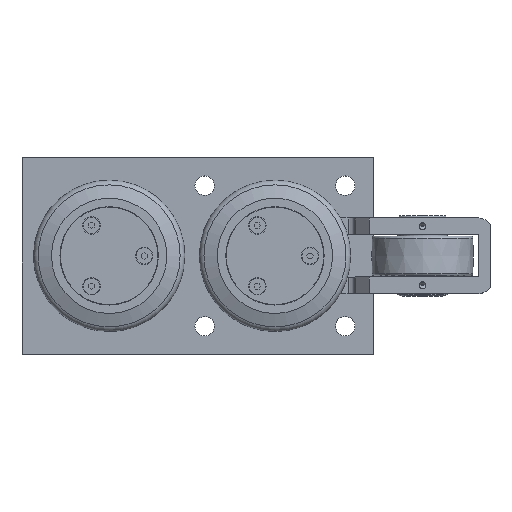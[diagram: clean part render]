
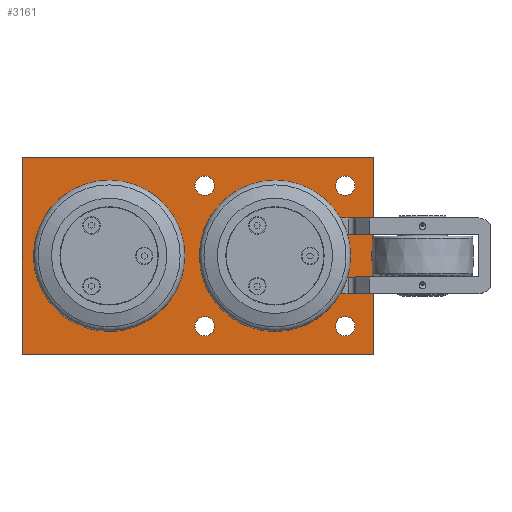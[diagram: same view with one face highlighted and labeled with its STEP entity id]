
A CAD part, top view. The second image highlights one B-rep face of the part: STEP entity #3161.
In plain terms, the highlighted planar face has unit normal (0, 0, 1).
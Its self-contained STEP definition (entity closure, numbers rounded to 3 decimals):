
#156=LINE('',#5121,#420);
#157=LINE('',#5123,#421);
#158=LINE('',#5125,#422);
#159=LINE('',#5126,#423);
#160=LINE('',#5145,#424);
#161=LINE('',#5147,#425);
#162=LINE('',#5149,#426);
#163=LINE('',#5150,#427);
#164=LINE('',#5153,#428);
#165=LINE('',#5155,#429);
#166=LINE('',#5157,#430);
#167=LINE('',#5158,#431);
#420=VECTOR('',#4118,10.);
#421=VECTOR('',#4119,10.);
#422=VECTOR('',#4120,10.);
#423=VECTOR('',#4121,10.);
#424=VECTOR('',#4138,10.);
#425=VECTOR('',#4139,10.);
#426=VECTOR('',#4140,10.);
#427=VECTOR('',#4141,10.);
#428=VECTOR('',#4142,10.);
#429=VECTOR('',#4143,10.);
#430=VECTOR('',#4144,10.);
#431=VECTOR('',#4145,10.);
#634=FACE_BOUND('',#1065,.T.);
#635=FACE_BOUND('',#1066,.T.);
#636=FACE_BOUND('',#1067,.T.);
#637=FACE_BOUND('',#1068,.T.);
#638=FACE_BOUND('',#1069,.T.);
#639=FACE_BOUND('',#1070,.T.);
#640=FACE_BOUND('',#1071,.T.);
#641=FACE_BOUND('',#1072,.T.);
#719=PLANE('',#3460);
#870=FACE_OUTER_BOUND('',#1064,.T.);
#1064=EDGE_LOOP('',(#2568,#2569,#2570,#2571));
#1065=EDGE_LOOP('',(#2572));
#1066=EDGE_LOOP('',(#2573,#2574));
#1067=EDGE_LOOP('',(#2575,#2576));
#1068=EDGE_LOOP('',(#2577,#2578));
#1069=EDGE_LOOP('',(#2579,#2580));
#1070=EDGE_LOOP('',(#2581,#2582,#2583,#2584));
#1071=EDGE_LOOP('',(#2585,#2586,#2587,#2588));
#1072=EDGE_LOOP('',(#2589));
#1282=CIRCLE('',#3451,34.);
#1287=CIRCLE('',#3459,35.);
#1288=CIRCLE('',#3461,6.918);
#1289=CIRCLE('',#3462,6.918);
#1290=CIRCLE('',#3463,6.918);
#1291=CIRCLE('',#3464,6.918);
#1292=CIRCLE('',#3465,6.918);
#1293=CIRCLE('',#3466,6.918);
#1294=CIRCLE('',#3467,6.918);
#1295=CIRCLE('',#3468,6.918);
#1511=VERTEX_POINT('',#5099);
#1516=VERTEX_POINT('',#5115);
#1517=VERTEX_POINT('',#5119);
#1518=VERTEX_POINT('',#5120);
#1519=VERTEX_POINT('',#5122);
#1520=VERTEX_POINT('',#5124);
#1521=VERTEX_POINT('',#5127);
#1522=VERTEX_POINT('',#5128);
#1523=VERTEX_POINT('',#5131);
#1524=VERTEX_POINT('',#5132);
#1525=VERTEX_POINT('',#5135);
#1526=VERTEX_POINT('',#5136);
#1527=VERTEX_POINT('',#5139);
#1528=VERTEX_POINT('',#5140);
#1529=VERTEX_POINT('',#5143);
#1530=VERTEX_POINT('',#5144);
#1531=VERTEX_POINT('',#5146);
#1532=VERTEX_POINT('',#5148);
#1533=VERTEX_POINT('',#5151);
#1534=VERTEX_POINT('',#5152);
#1535=VERTEX_POINT('',#5154);
#1536=VERTEX_POINT('',#5156);
#1893=EDGE_CURVE('',#1511,#1511,#1282,.T.);
#1901=EDGE_CURVE('',#1516,#1516,#1287,.T.);
#1902=EDGE_CURVE('',#1517,#1518,#156,.T.);
#1903=EDGE_CURVE('',#1519,#1517,#157,.T.);
#1904=EDGE_CURVE('',#1520,#1519,#158,.T.);
#1905=EDGE_CURVE('',#1518,#1520,#159,.T.);
#1906=EDGE_CURVE('',#1521,#1522,#1288,.T.);
#1907=EDGE_CURVE('',#1522,#1521,#1289,.T.);
#1908=EDGE_CURVE('',#1523,#1524,#1290,.T.);
#1909=EDGE_CURVE('',#1524,#1523,#1291,.T.);
#1910=EDGE_CURVE('',#1525,#1526,#1292,.T.);
#1911=EDGE_CURVE('',#1526,#1525,#1293,.T.);
#1912=EDGE_CURVE('',#1527,#1528,#1294,.T.);
#1913=EDGE_CURVE('',#1528,#1527,#1295,.T.);
#1914=EDGE_CURVE('',#1529,#1530,#160,.T.);
#1915=EDGE_CURVE('',#1530,#1531,#161,.T.);
#1916=EDGE_CURVE('',#1531,#1532,#162,.T.);
#1917=EDGE_CURVE('',#1529,#1532,#163,.T.);
#1918=EDGE_CURVE('',#1533,#1534,#164,.T.);
#1919=EDGE_CURVE('',#1534,#1535,#165,.T.);
#1920=EDGE_CURVE('',#1535,#1536,#166,.T.);
#1921=EDGE_CURVE('',#1533,#1536,#167,.T.);
#2568=ORIENTED_EDGE('',*,*,#1902,.F.);
#2569=ORIENTED_EDGE('',*,*,#1903,.F.);
#2570=ORIENTED_EDGE('',*,*,#1904,.F.);
#2571=ORIENTED_EDGE('',*,*,#1905,.F.);
#2572=ORIENTED_EDGE('',*,*,#1893,.T.);
#2573=ORIENTED_EDGE('',*,*,#1906,.T.);
#2574=ORIENTED_EDGE('',*,*,#1907,.T.);
#2575=ORIENTED_EDGE('',*,*,#1908,.T.);
#2576=ORIENTED_EDGE('',*,*,#1909,.T.);
#2577=ORIENTED_EDGE('',*,*,#1910,.T.);
#2578=ORIENTED_EDGE('',*,*,#1911,.T.);
#2579=ORIENTED_EDGE('',*,*,#1912,.T.);
#2580=ORIENTED_EDGE('',*,*,#1913,.T.);
#2581=ORIENTED_EDGE('',*,*,#1914,.T.);
#2582=ORIENTED_EDGE('',*,*,#1915,.T.);
#2583=ORIENTED_EDGE('',*,*,#1916,.T.);
#2584=ORIENTED_EDGE('',*,*,#1917,.F.);
#2585=ORIENTED_EDGE('',*,*,#1918,.T.);
#2586=ORIENTED_EDGE('',*,*,#1919,.T.);
#2587=ORIENTED_EDGE('',*,*,#1920,.T.);
#2588=ORIENTED_EDGE('',*,*,#1921,.F.);
#2589=ORIENTED_EDGE('',*,*,#1901,.T.);
#3161=ADVANCED_FACE('',(#870,#634,#635,#636,#637,#638,#639,#640,#641),#719,
 .T.);
#3451=AXIS2_PLACEMENT_3D('',#5101,#4095,#4096);
#3459=AXIS2_PLACEMENT_3D('',#5117,#4114,#4115);
#3460=AXIS2_PLACEMENT_3D('',#5118,#4116,#4117);
#3461=AXIS2_PLACEMENT_3D('',#5129,#4122,#4123);
#3462=AXIS2_PLACEMENT_3D('',#5130,#4124,#4125);
#3463=AXIS2_PLACEMENT_3D('',#5133,#4126,#4127);
#3464=AXIS2_PLACEMENT_3D('',#5134,#4128,#4129);
#3465=AXIS2_PLACEMENT_3D('',#5137,#4130,#4131);
#3466=AXIS2_PLACEMENT_3D('',#5138,#4132,#4133);
#3467=AXIS2_PLACEMENT_3D('',#5141,#4134,#4135);
#3468=AXIS2_PLACEMENT_3D('',#5142,#4136,#4137);
#4095=DIRECTION('center_axis',(0.,0.,-1.));
#4096=DIRECTION('ref_axis',(0.,-1.,0.));
#4114=DIRECTION('center_axis',(0.,0.,-1.));
#4115=DIRECTION('ref_axis',(0.,-1.,0.));
#4116=DIRECTION('center_axis',(0.,0.,1.));
#4117=DIRECTION('ref_axis',(1.,0.,0.));
#4118=DIRECTION('',(0.,1.,0.));
#4119=DIRECTION('',(-1.,0.,0.));
#4120=DIRECTION('',(0.,-1.,0.));
#4121=DIRECTION('',(1.,0.,0.));
#4122=DIRECTION('center_axis',(0.,0.,-1.));
#4123=DIRECTION('ref_axis',(1.,0.,0.));
#4124=DIRECTION('center_axis',(0.,0.,-1.));
#4125=DIRECTION('ref_axis',(1.,0.,0.));
#4126=DIRECTION('center_axis',(0.,0.,-1.));
#4127=DIRECTION('ref_axis',(1.,0.,0.));
#4128=DIRECTION('center_axis',(0.,0.,-1.));
#4129=DIRECTION('ref_axis',(1.,0.,0.));
#4130=DIRECTION('center_axis',(0.,0.,-1.));
#4131=DIRECTION('ref_axis',(1.,0.,0.));
#4132=DIRECTION('center_axis',(0.,0.,-1.));
#4133=DIRECTION('ref_axis',(1.,0.,0.));
#4134=DIRECTION('center_axis',(0.,0.,-1.));
#4135=DIRECTION('ref_axis',(1.,0.,0.));
#4136=DIRECTION('center_axis',(0.,0.,-1.));
#4137=DIRECTION('ref_axis',(1.,0.,0.));
#4138=DIRECTION('',(1.,0.,0.));
#4139=DIRECTION('',(0.,-1.,0.));
#4140=DIRECTION('',(-1.,0.,0.));
#4141=DIRECTION('',(0.,-1.,0.));
#4142=DIRECTION('',(1.,0.,0.));
#4143=DIRECTION('',(0.,-1.,0.));
#4144=DIRECTION('',(-1.,0.,0.));
#4145=DIRECTION('',(0.,-1.,0.));
#5099=CARTESIAN_POINT('',(-104.66,38.153,-15.));
#5101=CARTESIAN_POINT('Origin',(-104.66,4.153,-15.));
#5115=CARTESIAN_POINT('',(13.34,39.153,-15.));
#5117=CARTESIAN_POINT('Origin',(13.34,4.153,-15.));
#5118=CARTESIAN_POINT('Origin',(-41.66,4.153,-15.));
#5119=CARTESIAN_POINT('',(-166.66,-65.847,-15.));
#5120=CARTESIAN_POINT('',(-166.66,74.153,-15.));
#5121=CARTESIAN_POINT('',(-166.66,74.153,-15.));
#5122=CARTESIAN_POINT('',(83.34,-65.847,-15.));
#5123=CARTESIAN_POINT('',(-166.66,-65.847,-15.));
#5124=CARTESIAN_POINT('',(83.34,74.153,-15.));
#5125=CARTESIAN_POINT('',(83.34,-65.847,-15.));
#5126=CARTESIAN_POINT('',(83.34,74.153,-15.));
#5127=CARTESIAN_POINT('',(-29.742,-45.847,-15.));
#5128=CARTESIAN_POINT('',(-43.577,-45.847,-15.));
#5129=CARTESIAN_POINT('Origin',(-36.66,-45.847,-15.));
#5130=CARTESIAN_POINT('Origin',(-36.66,-45.847,-15.));
#5131=CARTESIAN_POINT('',(70.258,54.153,-15.));
#5132=CARTESIAN_POINT('',(56.423,54.153,-15.));
#5133=CARTESIAN_POINT('Origin',(63.34,54.153,-15.));
#5134=CARTESIAN_POINT('Origin',(63.34,54.153,-15.));
#5135=CARTESIAN_POINT('',(70.258,-45.847,-15.));
#5136=CARTESIAN_POINT('',(56.423,-45.847,-15.));
#5137=CARTESIAN_POINT('Origin',(63.34,-45.847,-15.));
#5138=CARTESIAN_POINT('Origin',(63.34,-45.847,-15.));
#5139=CARTESIAN_POINT('',(-29.742,54.153,-15.));
#5140=CARTESIAN_POINT('',(-43.577,54.153,-15.));
#5141=CARTESIAN_POINT('Origin',(-36.66,54.153,-15.));
#5142=CARTESIAN_POINT('Origin',(-36.66,54.153,-15.));
#5143=CARTESIAN_POINT('',(47.34,-10.847,-15.));
#5144=CARTESIAN_POINT('',(81.646,-10.847,-15.));
#5145=CARTESIAN_POINT('',(33.749,-10.847,-15.));
#5146=CARTESIAN_POINT('',(81.646,-22.847,-15.));
#5147=CARTESIAN_POINT('',(81.646,-10.847,-15.));
#5148=CARTESIAN_POINT('',(47.34,-22.847,-15.));
#5149=CARTESIAN_POINT('',(5.84,-22.847,-15.));
#5150=CARTESIAN_POINT('',(47.34,-9.347,-15.));
#5151=CARTESIAN_POINT('',(47.34,31.153,-15.));
#5152=CARTESIAN_POINT('',(81.646,31.153,-15.));
#5153=CARTESIAN_POINT('',(33.749,31.153,-15.));
#5154=CARTESIAN_POINT('',(81.646,19.153,-15.));
#5155=CARTESIAN_POINT('',(81.646,31.153,-15.));
#5156=CARTESIAN_POINT('',(47.34,19.153,-15.));
#5157=CARTESIAN_POINT('',(5.84,19.153,-15.));
#5158=CARTESIAN_POINT('',(47.34,11.653,-15.));
